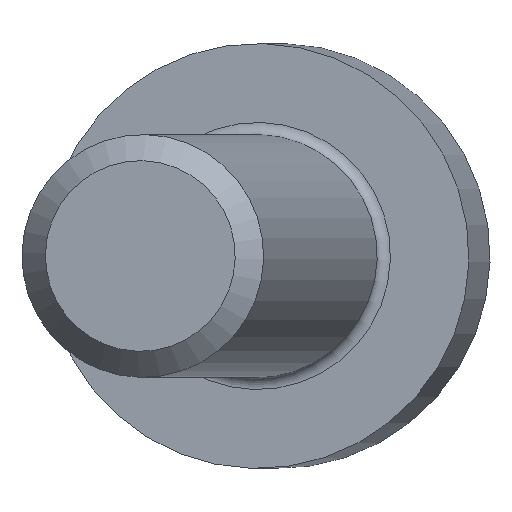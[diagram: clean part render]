
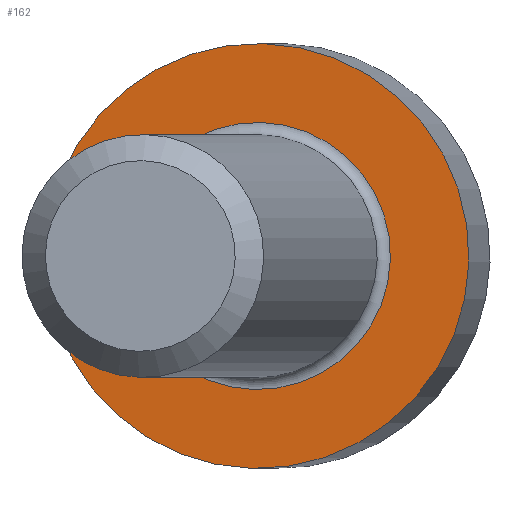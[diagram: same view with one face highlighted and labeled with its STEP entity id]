
A CAD part, front view. The second image highlights one B-rep face of the part: STEP entity #162.
In plain terms, the highlighted planar face has unit normal (-0.097, -0.995, 0).
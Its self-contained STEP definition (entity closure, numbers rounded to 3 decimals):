
#21 = EDGE_CURVE('',#22,#22,#24,.T.);
#22 = VERTEX_POINT('',#23);
#23 = CARTESIAN_POINT('',(-14.156,28.317,
    0.063));
#24 = SURFACE_CURVE('',#25,(#30,#42),.PCURVE_S1.);
#25 = CIRCLE('',#26,2.2);
#26 = AXIS2_PLACEMENT_3D('',#27,#28,#29);
#27 = CARTESIAN_POINT('',(-11.967,28.105,
    0.));
#28 = DIRECTION('',(-0.097,-0.995,
    0.));
#29 = DIRECTION('',(0.995,-0.097,
    -0.028));
#30 = PCURVE('',#31,#36);
#31 = TOROIDAL_SURFACE('',#32,2.2,0.2);
#32 = AXIS2_PLACEMENT_3D('',#33,#34,#35);
#33 = CARTESIAN_POINT('',(-11.987,27.906,
    0.));
#34 = DIRECTION('',(-0.097,-0.995,
    0.));
#35 = DIRECTION('',(0.028,-0.003,1.
    ));
#36 = DEFINITIONAL_REPRESENTATION('',(#37),#41);
#37 = LINE('',#38,#39);
#38 = CARTESIAN_POINT('',(-1.571,4.712));
#39 = VECTOR('',#40,1.);
#40 = DIRECTION('',(1.,0.));
#41 = ( GEOMETRIC_REPRESENTATION_CONTEXT(2) 
PARAMETRIC_REPRESENTATION_CONTEXT() REPRESENTATION_CONTEXT('2D SPACE',''
  ) );
#42 = PCURVE('',#43,#48);
#43 = PLANE('',#44);
#44 = AXIS2_PLACEMENT_3D('',#45,#46,#47);
#45 = CARTESIAN_POINT('',(-14.703,28.37,
    0.078));
#46 = DIRECTION('',(-0.097,-0.995,
    0.));
#47 = DIRECTION('',(0.028,-0.003,1.
    ));
#48 = DEFINITIONAL_REPRESENTATION('',(#49),#53);
#49 = CIRCLE('',#50,2.2);
#50 = AXIS2_PLACEMENT_2D('',#51,#52);
#51 = CARTESIAN_POINT('',(0.,-2.75));
#52 = DIRECTION('',(0.,-1.));
#53 = ( GEOMETRIC_REPRESENTATION_CONTEXT(2) 
PARAMETRIC_REPRESENTATION_CONTEXT() REPRESENTATION_CONTEXT('2D SPACE',''
  ) );
#162 = ADVANCED_FACE('',(#163,#194),#43,.T.);
#163 = FACE_BOUND('',#164,.T.);
#164 = EDGE_LOOP('',(#165));
#165 = ORIENTED_EDGE('',*,*,#166,.T.);
#166 = EDGE_CURVE('',#167,#167,#169,.T.);
#167 = VERTEX_POINT('',#168);
#168 = CARTESIAN_POINT('',(-15.45,28.443,
    0.099));
#169 = SURFACE_CURVE('',#170,(#175,#182),.PCURVE_S1.);
#170 = CIRCLE('',#171,3.5);
#171 = AXIS2_PLACEMENT_3D('',#172,#173,#174);
#172 = CARTESIAN_POINT('',(-11.967,28.105,
    0.));
#173 = DIRECTION('',(-0.097,-0.995,
    0.));
#174 = DIRECTION('',(-0.995,0.097,
    0.028));
#175 = PCURVE('',#43,#176);
#176 = DEFINITIONAL_REPRESENTATION('',(#177),#181);
#177 = CIRCLE('',#178,3.5);
#178 = AXIS2_PLACEMENT_2D('',#179,#180);
#179 = CARTESIAN_POINT('',(0.,-2.75));
#180 = DIRECTION('',(0.,1.));
#181 = ( GEOMETRIC_REPRESENTATION_CONTEXT(2) 
PARAMETRIC_REPRESENTATION_CONTEXT() REPRESENTATION_CONTEXT('2D SPACE',''
  ) );
#182 = PCURVE('',#183,#188);
#183 = CYLINDRICAL_SURFACE('',#184,3.5);
#184 = AXIS2_PLACEMENT_3D('',#185,#186,#187);
#185 = CARTESIAN_POINT('',(-11.774,30.095,
    0.));
#186 = DIRECTION('',(-0.097,-0.995,
    0.));
#187 = DIRECTION('',(-0.995,0.097,
    0.028));
#188 = DEFINITIONAL_REPRESENTATION('',(#189),#193);
#189 = LINE('',#190,#191);
#190 = CARTESIAN_POINT('',(0.,2.));
#191 = VECTOR('',#192,1.);
#192 = DIRECTION('',(1.,0.));
#193 = ( GEOMETRIC_REPRESENTATION_CONTEXT(2) 
PARAMETRIC_REPRESENTATION_CONTEXT() REPRESENTATION_CONTEXT('2D SPACE',''
  ) );
#194 = FACE_BOUND('',#195,.T.);
#195 = EDGE_LOOP('',(#196));
#196 = ORIENTED_EDGE('',*,*,#21,.F.);
